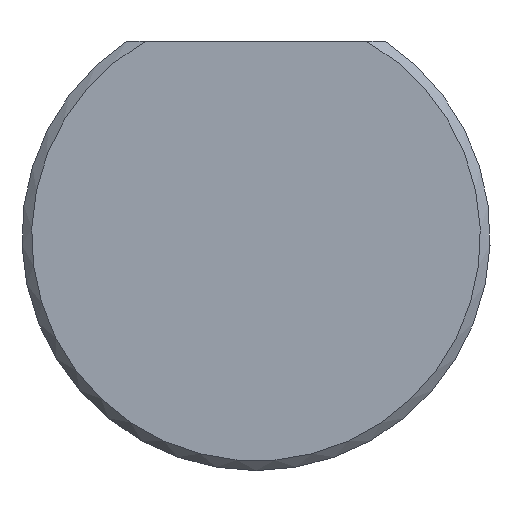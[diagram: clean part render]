
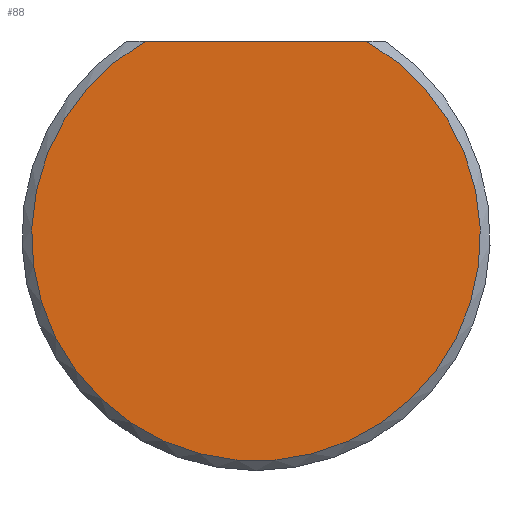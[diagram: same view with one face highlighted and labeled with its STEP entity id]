
A CAD part, front view. The second image highlights one B-rep face of the part: STEP entity #88.
In plain terms, the highlighted planar face has unit normal (0, -1, 0).
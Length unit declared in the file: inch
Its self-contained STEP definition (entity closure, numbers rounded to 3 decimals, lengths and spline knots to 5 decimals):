
#30=FACE_OUTER_BOUND('',#35,.T.);
#35=EDGE_LOOP('',(#79,#80));
#38=LINE('',#157,#42);
#42=VECTOR('',#128,39.37008);
#45=CIRCLE('',#113,0.11319);
#51=VERTEX_POINT('',#151);
#52=VERTEX_POINT('',#156);
#58=EDGE_CURVE('',#51,#52,#38,.T.);
#61=EDGE_CURVE('',#52,#51,#45,.T.);
#79=ORIENTED_EDGE('',*,*,#58,.F.);
#80=ORIENTED_EDGE('',*,*,#61,.F.);
#83=PLANE('',#116);
#88=ADVANCED_FACE('',(#30),#83,.T.);
#113=AXIS2_PLACEMENT_3D('',#165,#132,#133);
#116=AXIS2_PLACEMENT_3D('',#168,#138,#139);
#128=DIRECTION('',(1.,0.,0.));
#132=DIRECTION('center_axis',(0.,1.,0.));
#133=DIRECTION('ref_axis',(0.,0.,-1.));
#138=DIRECTION('center_axis',(0.,-1.,0.));
#139=DIRECTION('ref_axis',(0.,0.,-1.));
#151=CARTESIAN_POINT('',(-0.05589,0.,0.09843));
#156=CARTESIAN_POINT('',(0.05589,0.,0.09843));
#157=CARTESIAN_POINT('',(0.,0.,0.09843));
#165=CARTESIAN_POINT('Origin',(0.,0.,0.));
#168=CARTESIAN_POINT('Origin',(0.,0.,0.));
